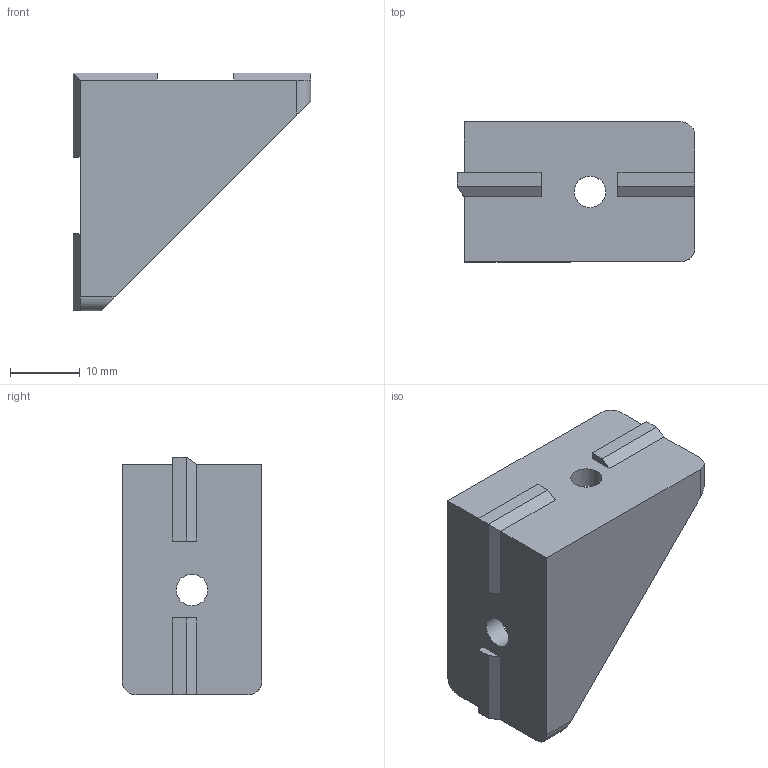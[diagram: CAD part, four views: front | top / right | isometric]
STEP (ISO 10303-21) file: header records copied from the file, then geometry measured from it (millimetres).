
FILE_DESCRIPTION(/* description */ (''),/* implementation_level */ '2;1');
FILE_NAME(/* name */ 'Corner Bracket.stp',/* time_stamp */ '2019-04-02T19:14:45+01:00',/* author */ ('Ax'),/* organization */ (''),/* preprocessor_version */ 'ST-DEVELOPER v17.2',/* originating_system */ 'Autodesk Inventor 2019',/* authorisation */ '');
FILE_SCHEMA (('AUTOMOTIVE_DESIGN { 1 0 10303 214 3 1 1 }'));
Length unit declared in the file: millimetre
Products named in the file (1): Corner Bracket
Bounding box: 34 x 20 x 34 mm (x, y, z)
Volume: 5820.2 mm3; surface area: 4008.4 mm2
Topology: 1 solids, 1 shells, 42 faces, 112 edges, 72 vertices
Faces by surface type: plane 27, cylinder 13, sphere 2
Full cylindrical faces by diameter (mm): 4.5 x2
Entity records: 1349 total; most frequent: CARTESIAN_POINT 227, DIRECTION 226, ORIENTED_EDGE 224, EDGE_CURVE 112, LINE 84, VECTOR 84, VERTEX_POINT 72, AXIS2_PLACEMENT_3D 71
